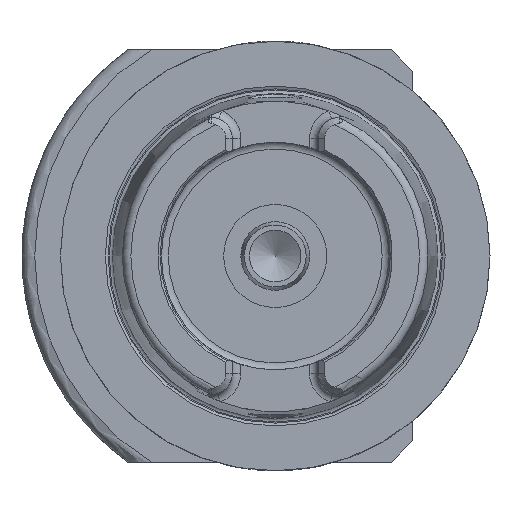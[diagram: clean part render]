
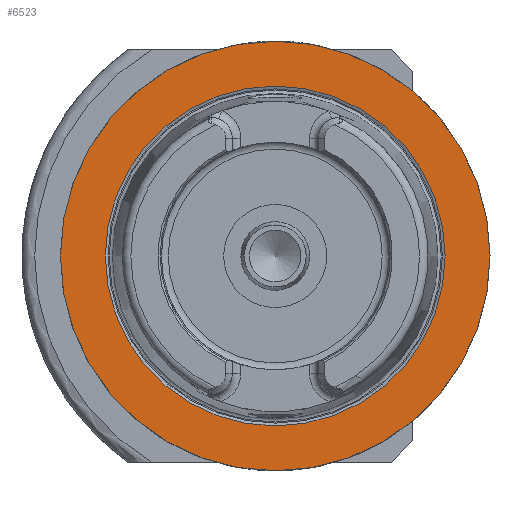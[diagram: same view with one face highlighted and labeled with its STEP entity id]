
A CAD part, left-side view. The second image highlights one B-rep face of the part: STEP entity #6523.
In plain terms, the highlighted planar face has unit normal (-1, 0, 0).
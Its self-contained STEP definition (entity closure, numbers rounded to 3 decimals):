
#5897=CARTESIAN_POINT('',(0.,50.0,0.0));
#5898=VERTEX_POINT('',#5897);
#5899=CARTESIAN_POINT('',(0.,0.,0.0));
#5900=DIRECTION('',(1.0,0.0,0.0));
#5901=DIRECTION('',(0.0,1.0,0.0));
#5902=AXIS2_PLACEMENT_3D('',#5899,#5900,#5901);
#5903=CIRCLE('',#5902,50.0);
#5904=EDGE_CURVE('',#5898,#5898,#5903,.T.);
#6497=CARTESIAN_POINT('',(0.,39.55,0.0));
#6498=VERTEX_POINT('',#6497);
#6499=CARTESIAN_POINT('',(0.,0.,0.0));
#6500=DIRECTION('',(1.0,0.0,0.0));
#6501=DIRECTION('',(0.0,1.0,0.0));
#6502=AXIS2_PLACEMENT_3D('',#6499,#6500,#6501);
#6503=CIRCLE('',#6502,39.55);
#6504=EDGE_CURVE('',#6498,#6498,#6503,.T.);
#6512=CARTESIAN_POINT('',(0.,44.775,0.0));
#6513=DIRECTION('',(-1.0,0.0,0.0));
#6514=DIRECTION('',(0.0,0.0,1.0));
#6515=AXIS2_PLACEMENT_3D('',#6512,#6513,#6514);
#6516=PLANE('',#6515);
#6517=ORIENTED_EDGE('',*,*,#5904,.F.);
#6518=EDGE_LOOP('',(#6517));
#6519=FACE_OUTER_BOUND('',#6518,.T.);
#6520=ORIENTED_EDGE('',*,*,#6504,.T.);
#6521=EDGE_LOOP('',(#6520));
#6522=FACE_BOUND('',#6521,.T.);
#6523=ADVANCED_FACE('',(#6519,#6522),#6516,.T.);
